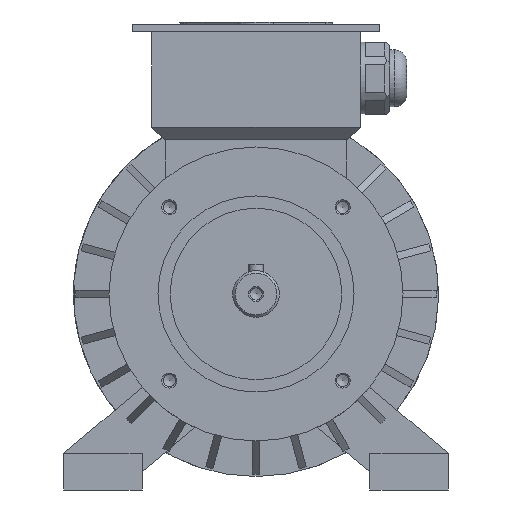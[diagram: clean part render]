
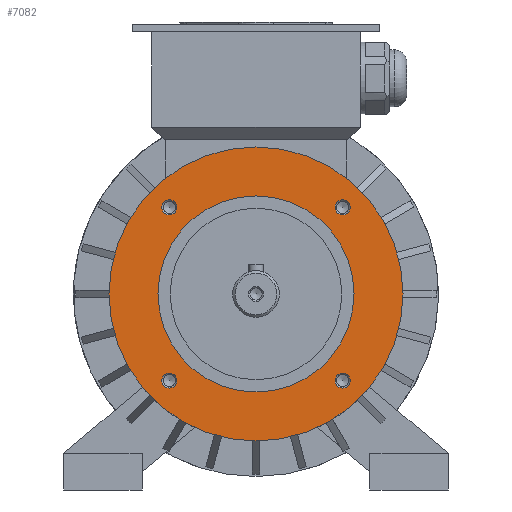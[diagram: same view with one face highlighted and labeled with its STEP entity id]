
A CAD part, front view. The second image highlights one B-rep face of the part: STEP entity #7082.
In plain terms, the highlighted planar face has unit normal (0, -1, 0).
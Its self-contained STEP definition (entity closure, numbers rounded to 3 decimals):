
#212=CIRCLE('',#7318,3.059);
#216=CIRCLE('',#7326,3.059);
#220=CIRCLE('',#7334,3.059);
#300=CIRCLE('',#7501,60.);
#302=CIRCLE('',#7504,3.059);
#303=CIRCLE('',#7505,40.);
#810=ORIENTED_EDGE('',*,*,#1925,.T.);
#811=ORIENTED_EDGE('',*,*,#1929,.T.);
#812=ORIENTED_EDGE('',*,*,#1933,.T.);
#813=ORIENTED_EDGE('',*,*,#2223,.T.);
#814=ORIENTED_EDGE('',*,*,#2224,.F.);
#815=ORIENTED_EDGE('',*,*,#2221,.F.);
#1925=EDGE_CURVE('',#2668,#2668,#212,.T.);
#1929=EDGE_CURVE('',#2673,#2673,#216,.T.);
#1933=EDGE_CURVE('',#2678,#2678,#220,.T.);
#2221=EDGE_CURVE('',#2913,#2913,#300,.T.);
#2223=EDGE_CURVE('',#2915,#2915,#302,.T.);
#2224=EDGE_CURVE('',#2916,#2916,#303,.F.);
#2668=VERTEX_POINT('',#9399);
#2673=VERTEX_POINT('',#9412);
#2678=VERTEX_POINT('',#9425);
#2913=VERTEX_POINT('',#10011);
#2915=VERTEX_POINT('',#10016);
#2916=VERTEX_POINT('',#10018);
#4166=EDGE_LOOP('',(#810));
#4167=EDGE_LOOP('',(#811));
#4168=EDGE_LOOP('',(#812));
#4169=EDGE_LOOP('',(#813));
#4170=EDGE_LOOP('',(#814));
#4171=EDGE_LOOP('',(#815));
#4519=FACE_BOUND('',#4166,.T.);
#4520=FACE_BOUND('',#4167,.T.);
#4521=FACE_BOUND('',#4168,.T.);
#4522=FACE_BOUND('',#4169,.T.);
#4523=FACE_BOUND('',#4170,.T.);
#4524=FACE_BOUND('',#4171,.T.);
#4838=PLANE('',#7503);
#7082=ADVANCED_FACE('',(#4519,#4520,#4521,#4522,#4523,#4524),#4838,.F.);
#7318=AXIS2_PLACEMENT_3D('',#9398,#7874,#7875);
#7326=AXIS2_PLACEMENT_3D('',#9411,#7890,#7891);
#7334=AXIS2_PLACEMENT_3D('',#9424,#7906,#7907);
#7501=AXIS2_PLACEMENT_3D('',#10010,#8424,#8425);
#7503=AXIS2_PLACEMENT_3D('',#10014,#8428,#8429);
#7504=AXIS2_PLACEMENT_3D('',#10015,#8430,#8431);
#7505=AXIS2_PLACEMENT_3D('',#10017,#8432,#8433);
#7874=DIRECTION('',(0.,1.,0.));
#7875=DIRECTION('',(0.,0.,1.));
#7890=DIRECTION('',(0.,1.,0.));
#7891=DIRECTION('',(-1.,0.,0.));
#7906=DIRECTION('',(0.,1.,0.));
#7907=DIRECTION('',(0.,0.,-1.));
#8424=DIRECTION('',(0.,1.,0.));
#8425=DIRECTION('',(1.,0.,0.));
#8428=DIRECTION('',(0.,1.,0.));
#8429=DIRECTION('',(0.,0.,1.));
#8430=DIRECTION('',(0.,1.,0.));
#8431=DIRECTION('',(1.,0.,0.));
#8432=DIRECTION('',(0.,1.,0.));
#8433=DIRECTION('',(0.,0.,1.));
#9398=CARTESIAN_POINT('',(-35.355,-25.,-35.355));
#9399=CARTESIAN_POINT('',(-35.355,-25.,-32.297));
#9411=CARTESIAN_POINT('',(35.355,-25.,-35.355));
#9412=CARTESIAN_POINT('',(32.297,-25.,-35.355));
#9424=CARTESIAN_POINT('',(35.355,-25.,35.355));
#9425=CARTESIAN_POINT('',(35.355,-25.,32.297));
#10010=CARTESIAN_POINT('',(0.,-25.,0.));
#10011=CARTESIAN_POINT('',(60.,-25.,0.));
#10014=CARTESIAN_POINT('',(0.,-25.,0.));
#10015=CARTESIAN_POINT('',(-35.355,-25.,35.355));
#10016=CARTESIAN_POINT('',(-32.297,-25.,35.355));
#10017=CARTESIAN_POINT('',(0.,-25.,0.));
#10018=CARTESIAN_POINT('',(0.,-25.,40.));
